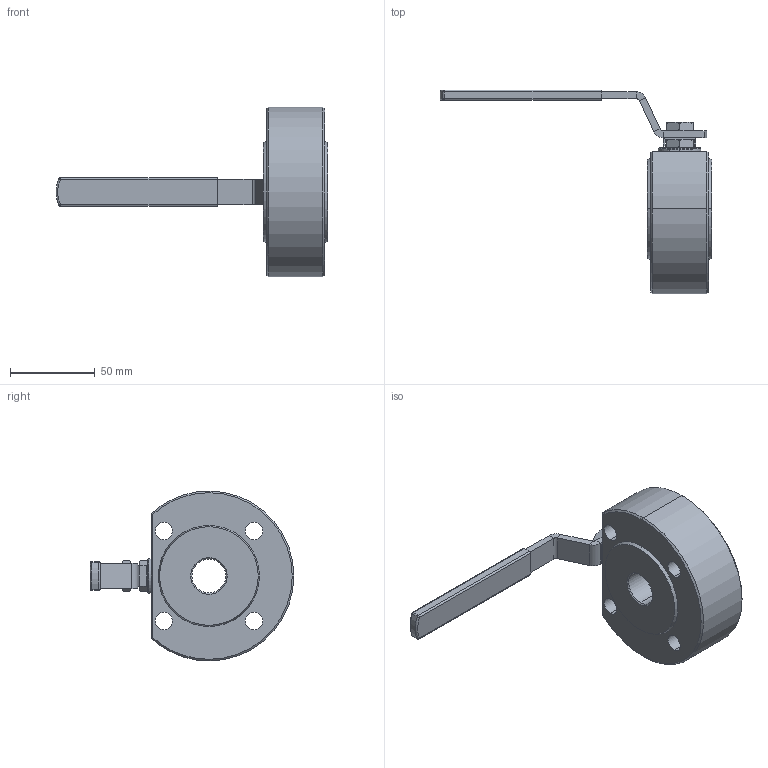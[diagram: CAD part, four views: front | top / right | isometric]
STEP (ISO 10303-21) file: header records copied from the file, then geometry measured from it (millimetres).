
FILE_DESCRIPTION(/* description */ ('Unknown','CAx-IF Rec.Pracs.---Representation and Presentation of Product Manufacturing Information (PMI)---4.0---2014-10-13','CAx-IF Rec.Pracs.---3D Tessellated Geometry---0.4---2014-09-14','2;1'),/* implementation_level */ '2;1');
FILE_NAME(/* name */ '934-05',/* time_stamp */ '2023-12-20T09:31:51+01:00',/* author */ ('Unknown'),/* organization */ ('Unknown'),/* preprocessor_version */ 'ST-DEVELOPER v18.102',/* originating_system */ 'Solid Edge',/* authorisation */ 'Unknown');
FILE_SCHEMA (('AP242_MANAGED_MODEL_BASED_3D_ENGINEERING_MIM_LF { 1 0 10303 442 1 1 4 }'));
Length unit declared in the file: millimetre
Products named in the file (1): ASSIEME_MOON_DN20_PN40_SILHOUETTE
Bounding box: 159.93 x 119.9 x 100 mm (x, y, z)
Volume: 241689.6 mm3; surface area: 39923.6 mm2
Topology: 1 solids, 1 shells, 233 faces, 538 edges, 313 vertices
Faces by surface type: plane 99, cylinder 74, cone 52, torus 4, sphere 4
Entity records: 8368 total; most frequent: CARTESIAN_POINT 1446, DIRECTION 1163, ORIENTED_EDGE 1052, EDGE_CURVE 526, AXIS2_PLACEMENT_3D 462, VERTEX_POINT 313, EDGE_LOOP 261, FACE_BOUND 261
